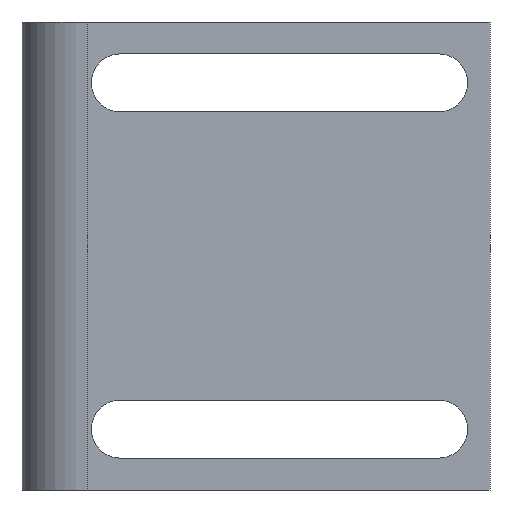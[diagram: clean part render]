
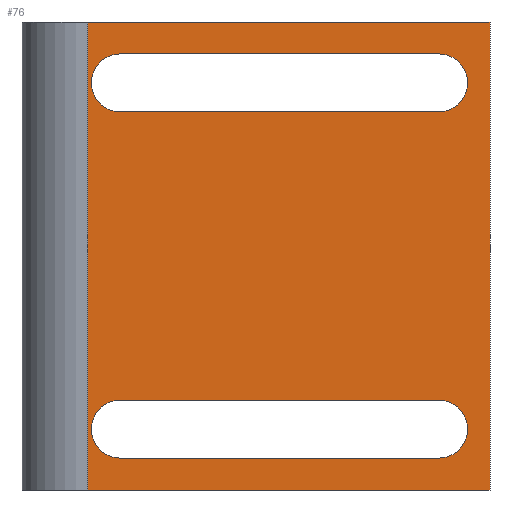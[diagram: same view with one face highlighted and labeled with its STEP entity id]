
A CAD part, left-side view. The second image highlights one B-rep face of the part: STEP entity #76.
In plain terms, the highlighted planar face has unit normal (-1, 0, 0).
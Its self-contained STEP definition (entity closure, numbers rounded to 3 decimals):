
#76 = ADVANCED_FACE( '', ( #160, #161, #162 ), #163, .F. );
#160 = FACE_BOUND( '', #253, .T. );
#161 = FACE_BOUND( '', #254, .T. );
#162 = FACE_OUTER_BOUND( '', #255, .T. );
#163 = PLANE( '', #256 );
#253 = EDGE_LOOP( '', ( #411, #412, #413, #414 ) );
#254 = EDGE_LOOP( '', ( #415, #416, #417, #418 ) );
#255 = EDGE_LOOP( '', ( #419, #420, #421, #422 ) );
#256 = AXIS2_PLACEMENT_3D( '', #423, #424, #425 );
#411 = ORIENTED_EDGE( '', *, *, #594, .T. );
#412 = ORIENTED_EDGE( '', *, *, #599, .T. );
#413 = ORIENTED_EDGE( '', *, *, #560, .T. );
#414 = ORIENTED_EDGE( '', *, *, #607, .T. );
#415 = ORIENTED_EDGE( '', *, *, #608, .T. );
#416 = ORIENTED_EDGE( '', *, *, #573, .T. );
#417 = ORIENTED_EDGE( '', *, *, #609, .T. );
#418 = ORIENTED_EDGE( '', *, *, #610, .T. );
#419 = ORIENTED_EDGE( '', *, *, #611, .T. );
#420 = ORIENTED_EDGE( '', *, *, #581, .F. );
#421 = ORIENTED_EDGE( '', *, *, #612, .F. );
#422 = ORIENTED_EDGE( '', *, *, #613, .T. );
#423 = CARTESIAN_POINT( '', ( 0., 43., 25. ) );
#424 = DIRECTION( '', ( 1., 0., 0. ) );
#425 = DIRECTION( '', ( 0., 0., -1. ) );
#560 = EDGE_CURVE( '', #670, #671, #672, .T. );
#573 = EDGE_CURVE( '', #691, #692, #693, .T. );
#581 = EDGE_CURVE( '', #705, #700, #707, .T. );
#594 = EDGE_CURVE( '', #723, #724, #725, .T. );
#599 = EDGE_CURVE( '', #724, #670, #732, .T. );
#607 = EDGE_CURVE( '', #671, #723, #744, .T. );
#608 = EDGE_CURVE( '', #745, #691, #746, .T. );
#609 = EDGE_CURVE( '', #692, #747, #748, .T. );
#610 = EDGE_CURVE( '', #747, #745, #749, .T. );
#611 = EDGE_CURVE( '', #750, #700, #751, .T. );
#612 = EDGE_CURVE( '', #752, #705, #753, .T. );
#613 = EDGE_CURVE( '', #752, #750, #754, .T. );
#670 = VERTEX_POINT( '', #824 );
#671 = VERTEX_POINT( '', #825 );
#672 = LINE( '', #826, #827 );
#691 = VERTEX_POINT( '', #854 );
#692 = VERTEX_POINT( '', #855 );
#693 = CIRCLE( '', #856, 3.1 );
#700 = VERTEX_POINT( '', #865 );
#705 = VERTEX_POINT( '', #872 );
#707 = LINE( '', #875, #876 );
#723 = VERTEX_POINT( '', #897 );
#724 = VERTEX_POINT( '', #898 );
#725 = LINE( '', #899, #900 );
#732 = CIRCLE( '', #910, 3.1 );
#744 = CIRCLE( '', #924, 3.1 );
#745 = VERTEX_POINT( '', #925 );
#746 = LINE( '', #926, #927 );
#747 = VERTEX_POINT( '', #928 );
#748 = LINE( '', #929, #930 );
#749 = CIRCLE( '', #931, 3.1 );
#750 = VERTEX_POINT( '', #932 );
#751 = LINE( '', #933, #934 );
#752 = VERTEX_POINT( '', #935 );
#753 = LINE( '', #936, #937 );
#754 = LINE( '', #938, #939 );
#824 = CARTESIAN_POINT( '', ( 0., 5.5, -21.6 ) );
#825 = CARTESIAN_POINT( '', ( 0., 39.5, -21.6 ) );
#826 = CARTESIAN_POINT( '', ( 0., 5.5, -21.6 ) );
#827 = VECTOR( '', #1008, 1000. );
#854 = CARTESIAN_POINT( '', ( 0., 5.5, 21.6 ) );
#855 = CARTESIAN_POINT( '', ( 0., 5.5, 15.4 ) );
#856 = AXIS2_PLACEMENT_3D( '', #1020, #1021, #1022 );
#865 = CARTESIAN_POINT( '', ( 0., 0., -25. ) );
#872 = CARTESIAN_POINT( '', ( 0., 0., 25. ) );
#875 = CARTESIAN_POINT( '', ( 0., 0., 25. ) );
#876 = VECTOR( '', #1031, 1000. );
#897 = CARTESIAN_POINT( '', ( 0., 39.5, -15.4 ) );
#898 = CARTESIAN_POINT( '', ( 0., 5.5, -15.4 ) );
#899 = CARTESIAN_POINT( '', ( 0., 39.5, -15.4 ) );
#900 = VECTOR( '', #1043, 1000. );
#910 = AXIS2_PLACEMENT_3D( '', #1047, #1048, #1049 );
#924 = AXIS2_PLACEMENT_3D( '', #1061, #1062, #1063 );
#925 = CARTESIAN_POINT( '', ( 0., 39.5, 21.6 ) );
#926 = CARTESIAN_POINT( '', ( 0., 39.5, 21.6 ) );
#927 = VECTOR( '', #1064, 1000. );
#928 = CARTESIAN_POINT( '', ( 0., 39.5, 15.4 ) );
#929 = CARTESIAN_POINT( '', ( 0., 5.5, 15.4 ) );
#930 = VECTOR( '', #1065, 1000. );
#931 = AXIS2_PLACEMENT_3D( '', #1066, #1067, #1068 );
#932 = CARTESIAN_POINT( '', ( 0., 43., -25. ) );
#933 = CARTESIAN_POINT( '', ( 0., 43., -25. ) );
#934 = VECTOR( '', #1069, 1000. );
#935 = CARTESIAN_POINT( '', ( 0., 43., 25. ) );
#936 = CARTESIAN_POINT( '', ( 0., 43., 25. ) );
#937 = VECTOR( '', #1070, 1000. );
#938 = CARTESIAN_POINT( '', ( 0., 43., 25. ) );
#939 = VECTOR( '', #1071, 1000. );
#1008 = DIRECTION( '', ( 0., 1., 0. ) );
#1020 = CARTESIAN_POINT( '', ( 0., 5.5, 18.5 ) );
#1021 = DIRECTION( '', ( 1., 0., 0. ) );
#1022 = DIRECTION( '', ( 0., 0., -1. ) );
#1031 = DIRECTION( '', ( 0., 0., -1. ) );
#1043 = DIRECTION( '', ( 0., -1., 0. ) );
#1047 = CARTESIAN_POINT( '', ( 0., 5.5, -18.5 ) );
#1048 = DIRECTION( '', ( 1., 0., 0. ) );
#1049 = DIRECTION( '', ( 0., 0., -1. ) );
#1061 = CARTESIAN_POINT( '', ( 0., 39.5, -18.5 ) );
#1062 = DIRECTION( '', ( 1., 0., 0. ) );
#1063 = DIRECTION( '', ( 0., 0., -1. ) );
#1064 = DIRECTION( '', ( 0., -1., 0. ) );
#1065 = DIRECTION( '', ( 0., 1., 0. ) );
#1066 = CARTESIAN_POINT( '', ( 0., 39.5, 18.5 ) );
#1067 = DIRECTION( '', ( 1., 0., 0. ) );
#1068 = DIRECTION( '', ( 0., 0., -1. ) );
#1069 = DIRECTION( '', ( 0., -1., 0. ) );
#1070 = DIRECTION( '', ( 0., -1., 0. ) );
#1071 = DIRECTION( '', ( 0., 0., -1. ) );
